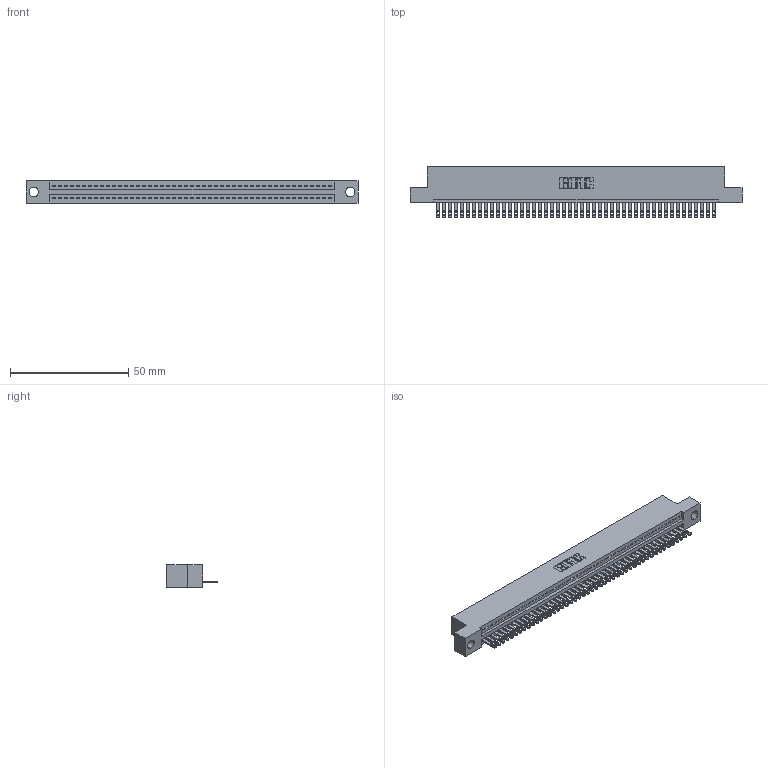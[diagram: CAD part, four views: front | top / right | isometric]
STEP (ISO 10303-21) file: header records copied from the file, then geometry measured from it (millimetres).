
FILE_DESCRIPTION (( 'STEP AP203' ), '1' );
FILE_NAME ('345-047-500-104.STEP', '2019-10-09T00:56:24', ( '' ), ( '' ), 'SwSTEP 2.0', 'SolidWorks 2016', '' );
FILE_SCHEMA (( 'CONFIG_CONTROL_DESIGN' ));
Length unit declared in the file: inch
Products named in the file (3): 345 Part_Flush Mounting Lugs - 0.156 Dia-TH; 345-292-001_345-293-100; 345-047-500-104
Assembly tree (48 placements, depth 2):
  345-047-500-104
    345 Part_Flush Mounting Lugs - 0.156 Dia-TH
    345-292-001_345-293-100  x47
Bounding box: 140.59 x 21.51 x 9.4 mm (x, y, z)
Volume: 13335.5 mm3; surface area: 17703.9 mm2
Topology: 48 solids, 48 shells, 2664 faces, 8237 edges, 5490 vertices
Faces by surface type: plane 1678, cylinder 986
Entity records: 34633 total; most frequent: CARTESIAN_POINT 6005, ORIENTED_EDGE 5986, DIRECTION 5239, EDGE_CURVE 2993, LINE 2669, VECTOR 2669, VERTEX_POINT 1994, AXIS2_PLACEMENT_3D 1285
